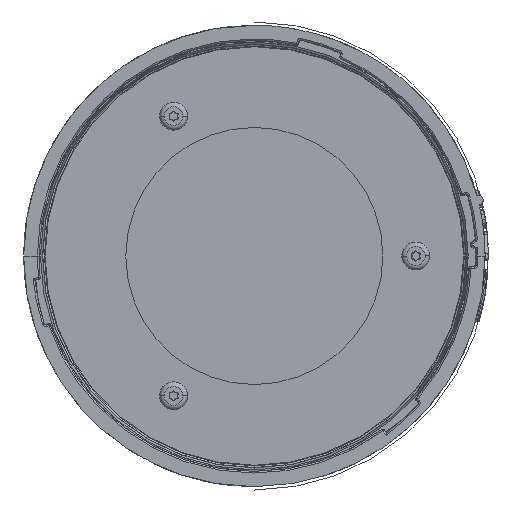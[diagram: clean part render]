
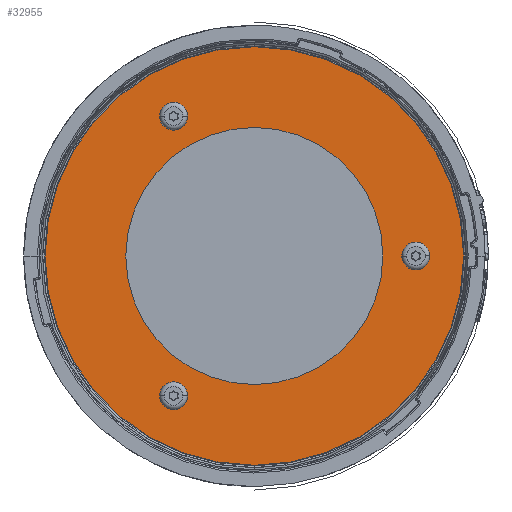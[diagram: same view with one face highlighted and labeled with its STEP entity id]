
A CAD part, front view. The second image highlights one B-rep face of the part: STEP entity #32955.
In plain terms, the highlighted planar face has unit normal (0, -1, 0).
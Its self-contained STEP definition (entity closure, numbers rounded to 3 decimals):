
#32740=CARTESIAN_POINT('',(0.,0.,0.));
#32741=DIRECTION('',(0.,1.,0.));
#32742=DIRECTION('',(1.,0.,0.));
#32743=AXIS2_PLACEMENT_3D('',#32740,#32741,#32742);
#32745=CARTESIAN_POINT('',(0.,0.,0.));
#32746=DIRECTION('',(0.,1.,0.));
#32747=DIRECTION('',(-1.,0.,0.));
#32748=AXIS2_PLACEMENT_3D('',#32745,#32746,#32747);
#32750=CARTESIAN_POINT('',(0.,0.,0.));
#32751=DIRECTION('',(0.,-1.,0.));
#32752=DIRECTION('',(1.,0.,0.));
#32753=AXIS2_PLACEMENT_3D('',#32750,#32751,#32752);
#32755=CARTESIAN_POINT('',(0.,0.,0.));
#32756=DIRECTION('',(0.,-1.,0.));
#32757=DIRECTION('',(-1.,0.,0.));
#32758=AXIS2_PLACEMENT_3D('',#32755,#32756,#32757);
#32760=CARTESIAN_POINT('',(0.,0.,-24.5));
#32761=DIRECTION('',(0.,1.,0.));
#32762=DIRECTION('',(1.,0.,0.));
#32763=AXIS2_PLACEMENT_3D('',#32760,#32761,#32762);
#32765=CARTESIAN_POINT('',(0.,0.,-24.5));
#32766=DIRECTION('',(0.,1.,0.));
#32767=DIRECTION('',(-1.,0.,0.));
#32768=AXIS2_PLACEMENT_3D('',#32765,#32766,#32767);
#32770=CARTESIAN_POINT('',(-21.218,0.,12.25));
#32771=DIRECTION('',(0.,1.,0.));
#32772=DIRECTION('',(-0.5,0.,-0.866));
#32773=AXIS2_PLACEMENT_3D('',#32770,#32771,#32772);
#32775=CARTESIAN_POINT('',(-21.218,0.,12.25));
#32776=DIRECTION('',(0.,1.,0.));
#32777=DIRECTION('',(0.5,0.,0.866));
#32778=AXIS2_PLACEMENT_3D('',#32775,#32776,#32777);
#32780=CARTESIAN_POINT('',(21.218,0.,12.25));
#32781=DIRECTION('',(0.,1.,0.));
#32782=DIRECTION('',(-0.5,0.,0.866));
#32783=AXIS2_PLACEMENT_3D('',#32780,#32781,#32782);
#32785=CARTESIAN_POINT('',(21.218,0.,12.25));
#32786=DIRECTION('',(0.,1.,0.));
#32787=DIRECTION('',(0.5,0.,-0.866));
#32788=AXIS2_PLACEMENT_3D('',#32785,#32786,#32787);
#32880=CARTESIAN_POINT('',(31.75,0.,0.));
#32881=CARTESIAN_POINT('',(-31.75,0.,0.));
#32882=VERTEX_POINT('',#32880);
#32883=VERTEX_POINT('',#32881);
#32884=CARTESIAN_POINT('',(19.5,0.,0.));
#32885=CARTESIAN_POINT('',(-19.5,0.,0.));
#32886=VERTEX_POINT('',#32884);
#32887=VERTEX_POINT('',#32885);
#32900=CARTESIAN_POINT('',(1.25,0.,-24.5));
#32901=VERTEX_POINT('',#32900);
#32902=CARTESIAN_POINT('',(-1.25,0.,-24.5));
#32903=VERTEX_POINT('',#32902);
#32904=CARTESIAN_POINT('',(-21.843,0.,11.167));
#32905=CARTESIAN_POINT('',(-20.593,0.,13.333));
#32906=VERTEX_POINT('',#32904);
#32907=VERTEX_POINT('',#32905);
#32912=CARTESIAN_POINT('',(20.593,0.,13.333));
#32913=CARTESIAN_POINT('',(21.843,0.,11.167));
#32914=VERTEX_POINT('',#32912);
#32915=VERTEX_POINT('',#32913);
#32920=CARTESIAN_POINT('',(0.,0.,0.));
#32921=DIRECTION('',(0.,1.,0.));
#32922=DIRECTION('',(1.,0.,0.));
#32923=AXIS2_PLACEMENT_3D('',#32920,#32921,#32922);
#32924=PLANE('',#32923);
#32926=ORIENTED_EDGE('',*,*,#32925,.T.);
#32928=ORIENTED_EDGE('',*,*,#32927,.T.);
#32929=EDGE_LOOP('',(#32926,#32928));
#32930=FACE_OUTER_BOUND('',#32929,.F.);
#32932=ORIENTED_EDGE('',*,*,#32931,.T.);
#32934=ORIENTED_EDGE('',*,*,#32933,.T.);
#32935=EDGE_LOOP('',(#32932,#32934));
#32936=FACE_BOUND('',#32935,.F.);
#32938=ORIENTED_EDGE('',*,*,#32937,.F.);
#32940=ORIENTED_EDGE('',*,*,#32939,.F.);
#32941=EDGE_LOOP('',(#32938,#32940));
#32942=FACE_BOUND('',#32941,.F.);
#32944=ORIENTED_EDGE('',*,*,#32943,.F.);
#32946=ORIENTED_EDGE('',*,*,#32945,.F.);
#32947=EDGE_LOOP('',(#32944,#32946));
#32948=FACE_BOUND('',#32947,.F.);
#32950=ORIENTED_EDGE('',*,*,#32949,.F.);
#32952=ORIENTED_EDGE('',*,*,#32951,.F.);
#32953=EDGE_LOOP('',(#32950,#32952));
#32954=FACE_BOUND('',#32953,.F.);
#32955=ADVANCED_FACE('',(#32930,#32936,#32942,#32948,#32954),#32924,.F.);
#32744=CIRCLE('',#32743,31.75);
#32749=CIRCLE('',#32748,31.75);
#32754=CIRCLE('',#32753,19.5);
#32759=CIRCLE('',#32758,19.5);
#32764=CIRCLE('',#32763,1.25);
#32769=CIRCLE('',#32768,1.25);
#32774=CIRCLE('',#32773,1.25);
#32779=CIRCLE('',#32778,1.25);
#32784=CIRCLE('',#32783,1.25);
#32789=CIRCLE('',#32788,1.25);
#32925=EDGE_CURVE('',#32882,#32883,#32744,.T.);
#32927=EDGE_CURVE('',#32883,#32882,#32749,.T.);
#32931=EDGE_CURVE('',#32886,#32887,#32754,.T.);
#32933=EDGE_CURVE('',#32887,#32886,#32759,.T.);
#32937=EDGE_CURVE('',#32901,#32903,#32764,.T.);
#32939=EDGE_CURVE('',#32903,#32901,#32769,.T.);
#32943=EDGE_CURVE('',#32906,#32907,#32774,.T.);
#32945=EDGE_CURVE('',#32907,#32906,#32779,.T.);
#32949=EDGE_CURVE('',#32914,#32915,#32784,.T.);
#32951=EDGE_CURVE('',#32915,#32914,#32789,.T.);
